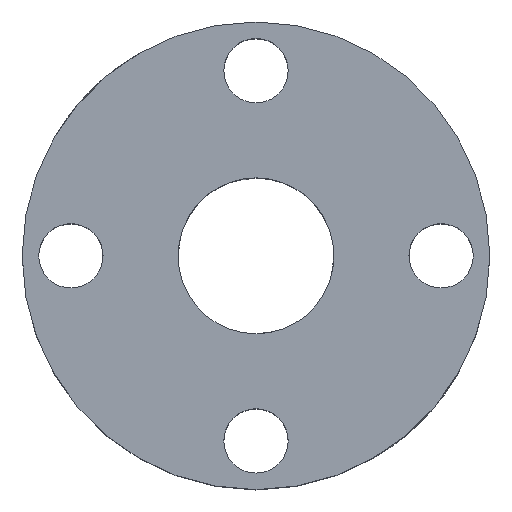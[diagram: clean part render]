
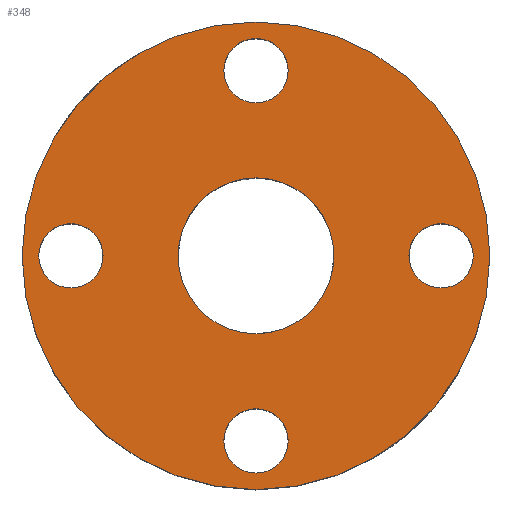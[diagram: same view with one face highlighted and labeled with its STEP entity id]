
A CAD part, top view. The second image highlights one B-rep face of the part: STEP entity #348.
In plain terms, the highlighted planar face has unit normal (0, 0, 1).
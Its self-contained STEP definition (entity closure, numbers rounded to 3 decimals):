
#4 = ORIENTED_EDGE ( 'NONE', *, *, #350, .T. ) ;
#8 = CARTESIAN_POINT ( 'NONE',  ( 11.15, 0., 10. ) ) ;
#9 = DIRECTION ( 'NONE',  ( 1., 0., 0. ) ) ;
#21 = AXIS2_PLACEMENT_3D ( 'NONE', #44, #868, #111 ) ;
#25 = DIRECTION ( 'NONE',  ( 1., 0., 0. ) ) ;
#38 = DIRECTION ( 'NONE',  ( -1., 0., 0. ) ) ;
#41 = ORIENTED_EDGE ( 'NONE', *, *, #724, .F. ) ;
#43 = ORIENTED_EDGE ( 'NONE', *, *, #287, .T. ) ;
#44 = CARTESIAN_POINT ( 'NONE',  ( 0., 9.5, 10. ) ) ;
#49 = CIRCLE ( 'NONE', #55, 12. ) ;
#55 = AXIS2_PLACEMENT_3D ( 'NONE', #936, #707, #239 ) ;
#77 = DIRECTION ( 'NONE',  ( 0., 0., 1. ) ) ;
#78 = CARTESIAN_POINT ( 'NONE',  ( 9.5, 0., 10. ) ) ;
#83 = DIRECTION ( 'NONE',  ( 0., 0., 1. ) ) ;
#96 = CIRCLE ( 'NONE', #726, 1.65 ) ;
#97 = EDGE_LOOP ( 'NONE', ( #681, #569 ) ) ;
#108 = VERTEX_POINT ( 'NONE', #165 ) ;
#110 = EDGE_CURVE ( 'NONE', #408, #696, #890, .T. ) ;
#111 = DIRECTION ( 'NONE',  ( -1., 0., 0. ) ) ;
#115 = AXIS2_PLACEMENT_3D ( 'NONE', #768, #468, #771 ) ;
#142 = EDGE_CURVE ( 'NONE', #384, #522, #832, .T. ) ;
#145 = ORIENTED_EDGE ( 'NONE', *, *, #694, .T. ) ;
#147 = VERTEX_POINT ( 'NONE', #262 ) ;
#148 = PLANE ( 'NONE',  #852 ) ;
#152 = FACE_OUTER_BOUND ( 'NONE', #597, .T. ) ;
#154 = CARTESIAN_POINT ( 'NONE',  ( 4., 0., 10. ) ) ;
#158 = AXIS2_PLACEMENT_3D ( 'NONE', #975, #511, #274 ) ;
#159 = CARTESIAN_POINT ( 'NONE',  ( 0., 0., 10. ) ) ;
#165 = CARTESIAN_POINT ( 'NONE',  ( -4., 0., 10. ) ) ;
#175 = FACE_BOUND ( 'NONE', #822, .T. ) ;
#185 = DIRECTION ( 'NONE',  ( -1., 0., 0. ) ) ;
#188 = DIRECTION ( 'NONE',  ( 0., 0., -1. ) ) ;
#200 = EDGE_LOOP ( 'NONE', ( #610, #341 ) ) ;
#205 = AXIS2_PLACEMENT_3D ( 'NONE', #869, #406, #38 ) ;
#218 = CARTESIAN_POINT ( 'NONE',  ( -9.5, 0., 10. ) ) ;
#221 = CARTESIAN_POINT ( 'NONE',  ( 0., 0., 10. ) ) ;
#236 = CARTESIAN_POINT ( 'NONE',  ( 0., 9.5, 10. ) ) ;
#239 = DIRECTION ( 'NONE',  ( 1., 0., 0. ) ) ;
#258 = CIRCLE ( 'NONE', #320, 12. ) ;
#262 = CARTESIAN_POINT ( 'NONE',  ( -12., 0., 10. ) ) ;
#274 = DIRECTION ( 'NONE',  ( 1., 0., 0. ) ) ;
#285 = FACE_BOUND ( 'NONE', #97, .T. ) ;
#287 = EDGE_CURVE ( 'NONE', #522, #384, #492, .T. ) ;
#294 = FACE_BOUND ( 'NONE', #497, .T. ) ;
#313 = CARTESIAN_POINT ( 'NONE',  ( -11.15, 0., 10. ) ) ;
#320 = AXIS2_PLACEMENT_3D ( 'NONE', #159, #83, #9 ) ;
#334 = ORIENTED_EDGE ( 'NONE', *, *, #142, .T. ) ;
#341 = ORIENTED_EDGE ( 'NONE', *, *, #953, .T. ) ;
#342 = VERTEX_POINT ( 'NONE', #154 ) ;
#348 = ADVANCED_FACE ( 'NONE', ( #285, #878, #175, #915, #152, #294 ), #148, .T. ) ;
#350 = EDGE_CURVE ( 'NONE', #836, #147, #258, .T. ) ;
#355 = DIRECTION ( 'NONE',  ( -1., 0., 0. ) ) ;
#356 = EDGE_LOOP ( 'NONE', ( #145, #650 ) ) ;
#362 = AXIS2_PLACEMENT_3D ( 'NONE', #78, #910, #673 ) ;
#378 = CIRCLE ( 'NONE', #205, 1.65 ) ;
#381 = CIRCLE ( 'NONE', #362, 1.65 ) ;
#384 = VERTEX_POINT ( 'NONE', #685 ) ;
#406 = DIRECTION ( 'NONE',  ( 0., 0., -1. ) ) ;
#408 = VERTEX_POINT ( 'NONE', #689 ) ;
#413 = AXIS2_PLACEMENT_3D ( 'NONE', #441, #828, #355 ) ;
#416 = VERTEX_POINT ( 'NONE', #700 ) ;
#417 = AXIS2_PLACEMENT_3D ( 'NONE', #702, #539, #25 ) ;
#435 = VERTEX_POINT ( 'NONE', #313 ) ;
#440 = EDGE_CURVE ( 'NONE', #435, #638, #875, .T. ) ;
#441 = CARTESIAN_POINT ( 'NONE',  ( 0., -9.5, 10. ) ) ;
#444 = ORIENTED_EDGE ( 'NONE', *, *, #827, .T. ) ;
#464 = DIRECTION ( 'NONE',  ( -1., 0., 0. ) ) ;
#468 = DIRECTION ( 'NONE',  ( 0., 0., -1. ) ) ;
#492 = CIRCLE ( 'NONE', #413, 1.65 ) ;
#497 = EDGE_LOOP ( 'NONE', ( #697, #41 ) ) ;
#504 = CIRCLE ( 'NONE', #790, 1.65 ) ;
#511 = DIRECTION ( 'NONE',  ( 0., 0., 1. ) ) ;
#522 = VERTEX_POINT ( 'NONE', #627 ) ;
#539 = DIRECTION ( 'NONE',  ( 0., 0., 1. ) ) ;
#569 = ORIENTED_EDGE ( 'NONE', *, *, #110, .T. ) ;
#594 = EDGE_CURVE ( 'NONE', #108, #342, #705, .T. ) ;
#597 = EDGE_LOOP ( 'NONE', ( #444, #4 ) ) ;
#600 = DIRECTION ( 'NONE',  ( 1., 0., 0. ) ) ;
#610 = ORIENTED_EDGE ( 'NONE', *, *, #440, .T. ) ;
#612 = CARTESIAN_POINT ( 'NONE',  ( 12., 0., 10. ) ) ;
#627 = CARTESIAN_POINT ( 'NONE',  ( 1.65, -9.5, 10. ) ) ;
#634 = CARTESIAN_POINT ( 'NONE',  ( 0., -9.5, 10. ) ) ;
#638 = VERTEX_POINT ( 'NONE', #692 ) ;
#649 = VERTEX_POINT ( 'NONE', #8 ) ;
#650 = ORIENTED_EDGE ( 'NONE', *, *, #859, .T. ) ;
#666 = DIRECTION ( 'NONE',  ( 0., 0., -1. ) ) ;
#673 = DIRECTION ( 'NONE',  ( -1., 0., 0. ) ) ;
#681 = ORIENTED_EDGE ( 'NONE', *, *, #792, .T. ) ;
#685 = CARTESIAN_POINT ( 'NONE',  ( -1.65, -9.5, 10. ) ) ;
#689 = CARTESIAN_POINT ( 'NONE',  ( 1.65, 9.5, 10. ) ) ;
#692 = CARTESIAN_POINT ( 'NONE',  ( -7.85, 0., 10. ) ) ;
#693 = CIRCLE ( 'NONE', #417, 4. ) ;
#694 = EDGE_CURVE ( 'NONE', #416, #649, #381, .T. ) ;
#696 = VERTEX_POINT ( 'NONE', #916 ) ;
#697 = ORIENTED_EDGE ( 'NONE', *, *, #594, .F. ) ;
#700 = CARTESIAN_POINT ( 'NONE',  ( 7.85, 0., 10. ) ) ;
#702 = CARTESIAN_POINT ( 'NONE',  ( 0., 0., 10. ) ) ;
#705 = CIRCLE ( 'NONE', #158, 4. ) ;
#707 = DIRECTION ( 'NONE',  ( 0., 0., 1. ) ) ;
#724 = EDGE_CURVE ( 'NONE', #342, #108, #693, .T. ) ;
#726 = AXIS2_PLACEMENT_3D ( 'NONE', #218, #666, #829 ) ;
#768 = CARTESIAN_POINT ( 'NONE',  ( -9.5, 0., 10. ) ) ;
#771 = DIRECTION ( 'NONE',  ( -1., 0., 0. ) ) ;
#790 = AXIS2_PLACEMENT_3D ( 'NONE', #236, #925, #464 ) ;
#792 = EDGE_CURVE ( 'NONE', #696, #408, #504, .T. ) ;
#822 = EDGE_LOOP ( 'NONE', ( #334, #43 ) ) ;
#827 = EDGE_CURVE ( 'NONE', #147, #836, #49, .T. ) ;
#828 = DIRECTION ( 'NONE',  ( 0., 0., -1. ) ) ;
#829 = DIRECTION ( 'NONE',  ( -1., 0., 0. ) ) ;
#832 = CIRCLE ( 'NONE', #923, 1.65 ) ;
#836 = VERTEX_POINT ( 'NONE', #612 ) ;
#852 = AXIS2_PLACEMENT_3D ( 'NONE', #221, #77, #600 ) ;
#859 = EDGE_CURVE ( 'NONE', #649, #416, #378, .T. ) ;
#868 = DIRECTION ( 'NONE',  ( 0., 0., -1. ) ) ;
#869 = CARTESIAN_POINT ( 'NONE',  ( 9.5, 0., 10. ) ) ;
#875 = CIRCLE ( 'NONE', #115, 1.65 ) ;
#878 = FACE_BOUND ( 'NONE', #200, .T. ) ;
#890 = CIRCLE ( 'NONE', #21, 1.65 ) ;
#910 = DIRECTION ( 'NONE',  ( 0., 0., -1. ) ) ;
#915 = FACE_BOUND ( 'NONE', #356, .T. ) ;
#916 = CARTESIAN_POINT ( 'NONE',  ( -1.65, 9.5, 10. ) ) ;
#923 = AXIS2_PLACEMENT_3D ( 'NONE', #634, #188, #185 ) ;
#925 = DIRECTION ( 'NONE',  ( 0., 0., -1. ) ) ;
#936 = CARTESIAN_POINT ( 'NONE',  ( 0., 0., 10. ) ) ;
#953 = EDGE_CURVE ( 'NONE', #638, #435, #96, .T. ) ;
#975 = CARTESIAN_POINT ( 'NONE',  ( 0., 0., 10. ) ) ;
